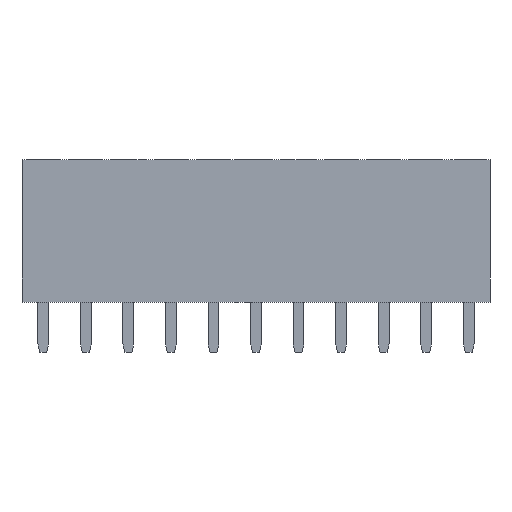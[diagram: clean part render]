
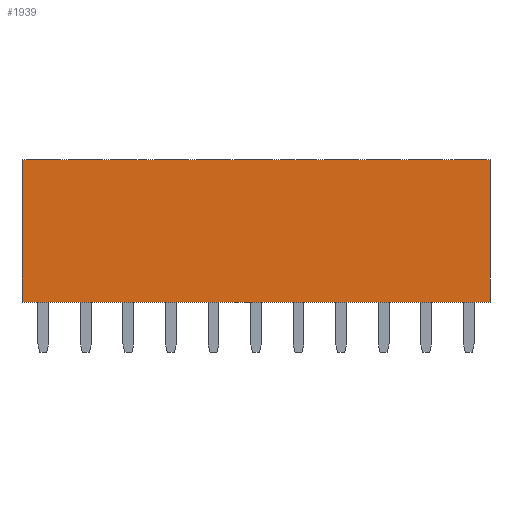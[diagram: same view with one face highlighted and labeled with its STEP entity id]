
A CAD part, left-side view. The second image highlights one B-rep face of the part: STEP entity #1939.
In plain terms, the highlighted planar face has unit normal (-1, 0, 0).
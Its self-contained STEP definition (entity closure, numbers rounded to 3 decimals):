
#881 = VERTEX_POINT('',#882);
#882 = CARTESIAN_POINT('',(-1.25,1.27,0.));
#890 = EDGE_CURVE('',#881,#891,#893,.T.);
#891 = VERTEX_POINT('',#892);
#892 = CARTESIAN_POINT('',(-1.25,1.27,8.5));
#893 = LINE('',#894,#895);
#894 = CARTESIAN_POINT('',(-1.25,1.27,0.));
#895 = VECTOR('',#896,1.);
#896 = DIRECTION('',(0.,0.,1.));
#971 = EDGE_CURVE('',#972,#881,#974,.T.);
#972 = VERTEX_POINT('',#973);
#973 = CARTESIAN_POINT('',(-1.25,-26.67,0.));
#974 = LINE('',#975,#976);
#975 = CARTESIAN_POINT('',(-1.25,-26.67,0.));
#976 = VECTOR('',#977,1.);
#977 = DIRECTION('',(0.,1.,0.));
#1546 = EDGE_CURVE('',#1547,#891,#1549,.T.);
#1547 = VERTEX_POINT('',#1548);
#1548 = CARTESIAN_POINT('',(-1.25,-26.67,8.5));
#1549 = LINE('',#1550,#1551);
#1550 = CARTESIAN_POINT('',(-1.25,-26.67,8.5));
#1551 = VECTOR('',#1552,1.);
#1552 = DIRECTION('',(0.,1.,0.));
#1939 = ADVANCED_FACE('',(#1940),#1951,.T.);
#1940 = FACE_BOUND('',#1941,.T.);
#1941 = EDGE_LOOP('',(#1942,#1948,#1949,#1950));
#1942 = ORIENTED_EDGE('',*,*,#1943,.T.);
#1943 = EDGE_CURVE('',#972,#1547,#1944,.T.);
#1944 = LINE('',#1945,#1946);
#1945 = CARTESIAN_POINT('',(-1.25,-26.67,0.));
#1946 = VECTOR('',#1947,1.);
#1947 = DIRECTION('',(0.,0.,1.));
#1948 = ORIENTED_EDGE('',*,*,#1546,.T.);
#1949 = ORIENTED_EDGE('',*,*,#890,.F.);
#1950 = ORIENTED_EDGE('',*,*,#971,.F.);
#1951 = PLANE('',#1952);
#1952 = AXIS2_PLACEMENT_3D('',#1953,#1954,#1955);
#1953 = CARTESIAN_POINT('',(-1.25,-26.67,0.));
#1954 = DIRECTION('',(-1.,0.,0.));
#1955 = DIRECTION('',(0.,1.,0.));
